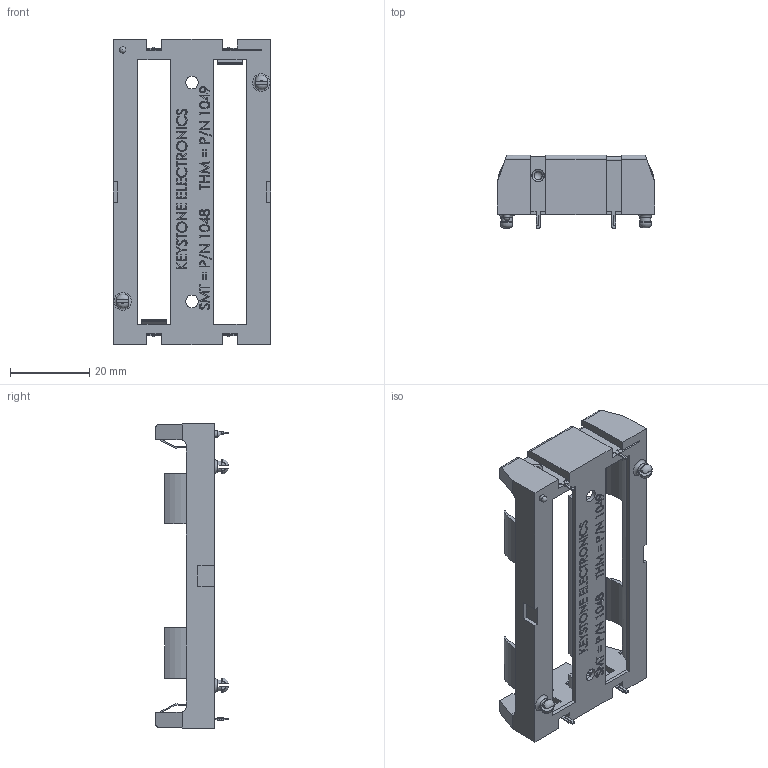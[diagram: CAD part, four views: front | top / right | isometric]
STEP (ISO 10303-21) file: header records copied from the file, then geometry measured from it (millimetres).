
FILE_DESCRIPTION (( 'STEP AP214' ), '1' );
FILE_NAME ('1049P.STEP', '2021-05-26T14:28:51', ( '' ), ( '' ), 'SwSTEP 2.0', 'SolidWorks 2013', '' );
FILE_SCHEMA (( 'AUTOMOTIVE_DESIGN' ));
Length unit declared in the file: millimetre
Products named in the file (1): 1049P
Bounding box: 39.78 x 18.47 x 77.06 mm (x, y, z)
Volume: 9701.7 mm3; surface area: 10278.8 mm2
Topology: 3 solids, 3 shells, 888 faces, 2471 edges, 1630 vertices
Faces by surface type: plane 654, bspline 140, cylinder 77, torus 12, sphere 5
Full cylindrical faces by diameter (mm): 1.575 x1, 2.921 x2, 3.175 x2
Entity records: 37766 total; most frequent: CARTESIAN_POINT 14332, ORIENTED_EDGE 4906, DIRECTION 3865, EDGE_CURVE 2453, VECTOR 1915, LINE 1915, VERTEX_POINT 1626, AXIS2_PLACEMENT_3D 975
